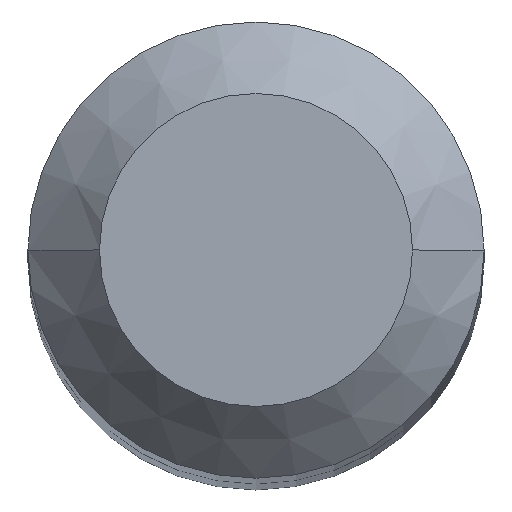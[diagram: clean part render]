
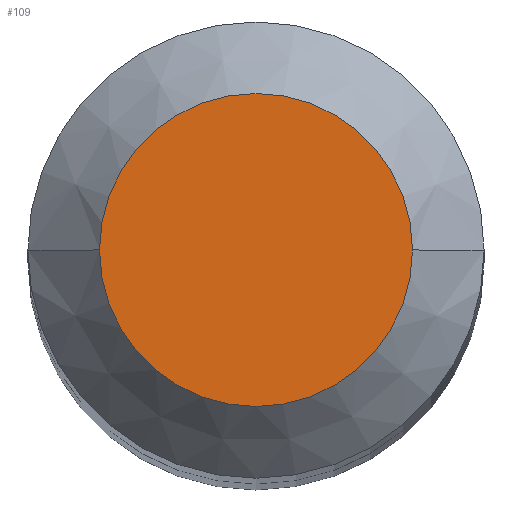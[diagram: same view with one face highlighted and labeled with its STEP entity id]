
A CAD part, top view. The second image highlights one B-rep face of the part: STEP entity #109.
In plain terms, the highlighted planar face has unit normal (0, 0, 1).
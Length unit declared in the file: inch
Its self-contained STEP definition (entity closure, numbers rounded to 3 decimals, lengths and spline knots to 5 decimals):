
#6 = VERTEX_POINT ( 'NONE', #172 ) ;
#9 = CIRCLE ( 'NONE', #22, 0.06825 ) ;
#15 = AXIS2_PLACEMENT_3D ( 'NONE', #315, #138, #380 ) ;
#18 = CARTESIAN_POINT ( 'NONE',  ( 0., 0., 0. ) ) ;
#22 = AXIS2_PLACEMENT_3D ( 'NONE', #71, #193, #131 ) ;
#32 = ORIENTED_EDGE ( 'NONE', *, *, #85, .T. ) ;
#71 = CARTESIAN_POINT ( 'NONE',  ( 0., 0., 0. ) ) ;
#73 = PLANE ( 'NONE',  #15 ) ;
#80 = AXIS2_PLACEMENT_3D ( 'NONE', #18, #348, #142 ) ;
#85 = EDGE_CURVE ( 'NONE', #305, #6, #178, .T. ) ;
#109 = ADVANCED_FACE ( 'NONE', ( #221 ), #73, .F. ) ;
#110 = CARTESIAN_POINT ( 'NONE',  ( 0.06825, 0., 0. ) ) ;
#113 = EDGE_CURVE ( 'NONE', #6, #305, #9, .T. ) ;
#124 = ORIENTED_EDGE ( 'NONE', *, *, #113, .T. ) ;
#131 = DIRECTION ( 'NONE',  ( 1., 0., 0. ) ) ;
#138 = DIRECTION ( 'NONE',  ( 0., 0., -1. ) ) ;
#142 = DIRECTION ( 'NONE',  ( 1., 0., 0. ) ) ;
#172 = CARTESIAN_POINT ( 'NONE',  ( -0.06825, 0., 0. ) ) ;
#178 = CIRCLE ( 'NONE', #80, 0.06825 ) ;
#188 = EDGE_LOOP ( 'NONE', ( #124, #32 ) ) ;
#193 = DIRECTION ( 'NONE',  ( 0., 0., 1. ) ) ;
#221 = FACE_OUTER_BOUND ( 'NONE', #188, .T. ) ;
#305 = VERTEX_POINT ( 'NONE', #110 ) ;
#315 = CARTESIAN_POINT ( 'NONE',  ( 0., 0., 0. ) ) ;
#348 = DIRECTION ( 'NONE',  ( 0., 0., 1. ) ) ;
#380 = DIRECTION ( 'NONE',  ( -1., 0., 0. ) ) ;
